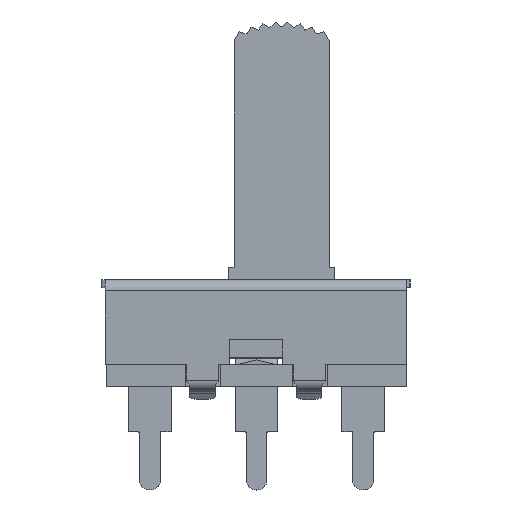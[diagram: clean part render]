
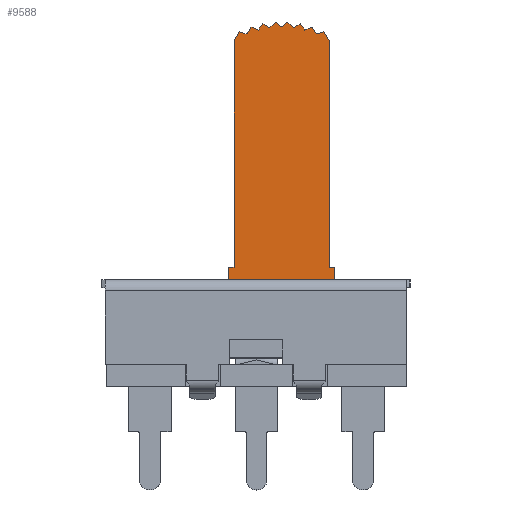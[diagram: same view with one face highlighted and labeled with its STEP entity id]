
A CAD part, top view. The second image highlights one B-rep face of the part: STEP entity #9588.
In plain terms, the highlighted planar face has unit normal (0, 0, 1).
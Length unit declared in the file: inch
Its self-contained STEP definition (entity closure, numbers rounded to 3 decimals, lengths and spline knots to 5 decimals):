
#8997=CARTESIAN_POINT('',(0.6134,0.44608,0.3801));
#8998=VERTEX_POINT('',#8997);
#9005=CARTESIAN_POINT('',(0.63586,0.45213,0.3801));
#9006=VERTEX_POINT('',#9005);
#9007=CARTESIAN_POINT('',(0.63586,0.45213,0.3801));
#9008=DIRECTION('',(-0.966,-0.26,0.));
#9009=VECTOR('',#9008,0.02327);
#9010=LINE('',#9007,#9009);
#9011=EDGE_CURVE('',#9006,#8998,#9010,.T.);
#9036=CARTESIAN_POINT('',(0.65178,0.42562,0.3801));
#9037=VERTEX_POINT('',#9036);
#9038=CARTESIAN_POINT('',(0.65178,0.42562,0.3801));
#9039=DIRECTION('',(-0.515,0.857,0.0));
#9040=VECTOR('',#9039,0.03092);
#9041=LINE('',#9038,#9040);
#9042=EDGE_CURVE('',#9037,#9006,#9041,.T.);
#9068=CARTESIAN_POINT('',(0.4584,0.4762,0.3801));
#9069=VERTEX_POINT('',#9068);
#9076=CARTESIAN_POINT('',(0.47842,0.4644,0.3801));
#9077=VERTEX_POINT('',#9076);
#9078=CARTESIAN_POINT('',(0.47842,0.4644,0.3801));
#9079=DIRECTION('',(-0.861,0.508,0.));
#9080=VECTOR('',#9079,0.02324);
#9081=LINE('',#9078,#9080);
#9082=EDGE_CURVE('',#9077,#9069,#9081,.T.);
#9107=CARTESIAN_POINT('',(0.49454,0.4811,0.3801));
#9108=VERTEX_POINT('',#9107);
#9109=CARTESIAN_POINT('',(0.49454,0.4811,0.3801));
#9110=DIRECTION('',(-0.694,-0.72,0.0));
#9111=VECTOR('',#9110,0.02321);
#9112=LINE('',#9109,#9111);
#9113=EDGE_CURVE('',#9108,#9077,#9112,.T.);
#9139=CARTESIAN_POINT('',(0.42325,0.46648,0.3801));
#9140=VERTEX_POINT('',#9139);
#9147=CARTESIAN_POINT('',(0.44468,0.45748,0.3801));
#9148=VERTEX_POINT('',#9147);
#9149=CARTESIAN_POINT('',(0.44468,0.45748,0.3801));
#9150=DIRECTION('',(-0.922,0.388,0.));
#9151=VECTOR('',#9150,0.02324);
#9152=LINE('',#9149,#9151);
#9153=EDGE_CURVE('',#9148,#9140,#9152,.T.);
#9176=CARTESIAN_POINT('',(0.4584,0.4762,0.3801));
#9177=DIRECTION('',(-0.591,-0.807,0.));
#9178=VECTOR('',#9177,0.02322);
#9179=LINE('',#9176,#9178);
#9180=EDGE_CURVE('',#9069,#9148,#9179,.T.);
#9200=CARTESIAN_POINT('',(0.51278,0.46671,0.3801));
#9201=VERTEX_POINT('',#9200);
#9202=CARTESIAN_POINT('',(0.51278,0.46671,0.3801));
#9203=DIRECTION('',(-0.785,0.619,0.));
#9204=VECTOR('',#9203,0.02324);
#9205=LINE('',#9202,#9204);
#9206=EDGE_CURVE('',#9201,#9108,#9205,.T.);
#9231=CARTESIAN_POINT('',(0.53102,0.4811,0.3801));
#9232=VERTEX_POINT('',#9231);
#9233=CARTESIAN_POINT('',(0.53102,0.4811,0.3801));
#9234=DIRECTION('',(-0.785,-0.619,0.));
#9235=VECTOR('',#9234,0.02324);
#9236=LINE('',#9233,#9235);
#9237=EDGE_CURVE('',#9232,#9201,#9236,.T.);
#9262=CARTESIAN_POINT('',(0.54714,0.4644,0.3801));
#9263=VERTEX_POINT('',#9262);
#9264=CARTESIAN_POINT('',(0.54714,0.4644,0.3801));
#9265=DIRECTION('',(-0.694,0.72,0.));
#9266=VECTOR('',#9265,0.02321);
#9267=LINE('',#9264,#9266);
#9268=EDGE_CURVE('',#9263,#9232,#9267,.T.);
#9293=CARTESIAN_POINT('',(0.56716,0.4762,0.3801));
#9294=VERTEX_POINT('',#9293);
#9295=CARTESIAN_POINT('',(0.56716,0.4762,0.3801));
#9296=DIRECTION('',(-0.861,-0.508,0.));
#9297=VECTOR('',#9296,0.02324);
#9298=LINE('',#9295,#9297);
#9299=EDGE_CURVE('',#9294,#9263,#9298,.T.);
#9324=CARTESIAN_POINT('',(0.58089,0.45748,0.3801));
#9325=VERTEX_POINT('',#9324);
#9326=CARTESIAN_POINT('',(0.58089,0.45748,0.3801));
#9327=DIRECTION('',(-0.591,0.807,0.));
#9328=VECTOR('',#9327,0.02322);
#9329=LINE('',#9326,#9328);
#9330=EDGE_CURVE('',#9325,#9294,#9329,.T.);
#9355=CARTESIAN_POINT('',(0.60231,0.46648,0.3801));
#9356=VERTEX_POINT('',#9355);
#9357=CARTESIAN_POINT('',(0.60231,0.46648,0.3801));
#9358=DIRECTION('',(-0.922,-0.388,0.));
#9359=VECTOR('',#9358,0.02324);
#9360=LINE('',#9357,#9359);
#9361=EDGE_CURVE('',#9356,#9325,#9360,.T.);
#9384=CARTESIAN_POINT('',(0.6134,0.44608,0.3801));
#9385=DIRECTION('',(-0.477,0.879,0.0));
#9386=VECTOR('',#9385,0.02322);
#9387=LINE('',#9384,#9386);
#9388=EDGE_CURVE('',#8998,#9356,#9387,.T.);
#9409=CARTESIAN_POINT('',(0.37378,0.42562,0.3801));
#9410=VERTEX_POINT('',#9409);
#9417=CARTESIAN_POINT('',(0.3897,0.45213,0.3801));
#9418=VERTEX_POINT('',#9417);
#9419=CARTESIAN_POINT('',(0.3897,0.45213,0.3801));
#9420=DIRECTION('',(-0.515,-0.857,0.0));
#9421=VECTOR('',#9420,0.03092);
#9422=LINE('',#9419,#9421);
#9423=EDGE_CURVE('',#9418,#9410,#9422,.T.);
#9448=CARTESIAN_POINT('',(0.41217,0.44608,0.3801));
#9449=VERTEX_POINT('',#9448);
#9450=CARTESIAN_POINT('',(0.41217,0.44608,0.3801));
#9451=DIRECTION('',(-0.966,0.26,0.));
#9452=VECTOR('',#9451,0.02327);
#9453=LINE('',#9450,#9452);
#9454=EDGE_CURVE('',#9449,#9418,#9453,.T.);
#9477=CARTESIAN_POINT('',(0.42325,0.46648,0.3801));
#9478=DIRECTION('',(-0.477,-0.879,0.0));
#9479=VECTOR('',#9478,0.02322);
#9480=LINE('',#9477,#9479);
#9481=EDGE_CURVE('',#9140,#9449,#9480,.T.);
#9492=CARTESIAN_POINT('',(0.65178,-0.23491,0.3801));
#9493=VERTEX_POINT('',#9492);
#9494=CARTESIAN_POINT('',(0.65178,-0.23491,0.3801));
#9495=DIRECTION('',(0.0,1.0,0.0));
#9496=VECTOR('',#9495,0.66052);
#9497=LINE('',#9494,#9496);
#9498=EDGE_CURVE('',#9493,#9037,#9497,.T.);
#9518=CARTESIAN_POINT('',(0.66878,-0.3189,0.3801));
#9519=DIRECTION('',(0.0,0.0,1.0));
#9520=DIRECTION('',(1.0,0.0,0.0));
#9521=AXIS2_PLACEMENT_3D('',#9518,#9519,#9520);
#9522=PLANE('',#9521);
#9523=ORIENTED_EDGE('',*,*,#9498,.T.);
#9524=ORIENTED_EDGE('',*,*,#9042,.T.);
#9525=ORIENTED_EDGE('',*,*,#9011,.T.);
#9526=ORIENTED_EDGE('',*,*,#9388,.T.);
#9527=ORIENTED_EDGE('',*,*,#9361,.T.);
#9528=ORIENTED_EDGE('',*,*,#9330,.T.);
#9529=ORIENTED_EDGE('',*,*,#9299,.T.);
#9530=ORIENTED_EDGE('',*,*,#9268,.T.);
#9531=ORIENTED_EDGE('',*,*,#9237,.T.);
#9532=ORIENTED_EDGE('',*,*,#9206,.T.);
#9533=ORIENTED_EDGE('',*,*,#9113,.T.);
#9534=ORIENTED_EDGE('',*,*,#9082,.T.);
#9535=ORIENTED_EDGE('',*,*,#9180,.T.);
#9536=ORIENTED_EDGE('',*,*,#9153,.T.);
#9537=ORIENTED_EDGE('',*,*,#9481,.T.);
#9538=ORIENTED_EDGE('',*,*,#9454,.T.);
#9539=ORIENTED_EDGE('',*,*,#9423,.T.);
#9540=CARTESIAN_POINT('',(0.37378,-0.23491,0.3801));
#9541=VERTEX_POINT('',#9540);
#9542=CARTESIAN_POINT('',(0.37378,0.42562,0.3801));
#9543=DIRECTION('',(0.0,-1.0,0.0));
#9544=VECTOR('',#9543,0.66052);
#9545=LINE('',#9542,#9544);
#9546=EDGE_CURVE('',#9410,#9541,#9545,.T.);
#9547=ORIENTED_EDGE('',*,*,#9546,.T.);
#9548=CARTESIAN_POINT('',(0.35678,-0.23491,0.3801));
#9549=VERTEX_POINT('',#9548);
#9550=CARTESIAN_POINT('',(0.37378,-0.23491,0.3801));
#9551=DIRECTION('',(-1.0,0.0,0.0));
#9552=VECTOR('',#9551,0.017);
#9553=LINE('',#9550,#9552);
#9554=EDGE_CURVE('',#9541,#9549,#9553,.T.);
#9555=ORIENTED_EDGE('',*,*,#9554,.T.);
#9556=CARTESIAN_POINT('',(0.35678,-0.3189,0.3801));
#9557=VERTEX_POINT('',#9556);
#9558=CARTESIAN_POINT('',(0.35678,-0.3189,0.3801));
#9559=DIRECTION('',(0.0,1.0,0.0));
#9560=VECTOR('',#9559,0.08399);
#9561=LINE('',#9558,#9560);
#9562=EDGE_CURVE('',#9557,#9549,#9561,.T.);
#9563=ORIENTED_EDGE('',*,*,#9562,.F.);
#9564=CARTESIAN_POINT('',(0.66878,-0.3189,0.3801));
#9565=VERTEX_POINT('',#9564);
#9566=CARTESIAN_POINT('',(0.66878,-0.3189,0.3801));
#9567=DIRECTION('',(-1.0,0.0,0.0));
#9568=VECTOR('',#9567,0.312);
#9569=LINE('',#9566,#9568);
#9570=EDGE_CURVE('',#9565,#9557,#9569,.T.);
#9571=ORIENTED_EDGE('',*,*,#9570,.F.);
#9572=CARTESIAN_POINT('',(0.66878,-0.23491,0.3801));
#9573=VERTEX_POINT('',#9572);
#9574=CARTESIAN_POINT('',(0.66878,-0.3189,0.3801));
#9575=DIRECTION('',(0.0,1.0,0.0));
#9576=VECTOR('',#9575,0.08399);
#9577=LINE('',#9574,#9576);
#9578=EDGE_CURVE('',#9565,#9573,#9577,.T.);
#9579=ORIENTED_EDGE('',*,*,#9578,.T.);
#9580=CARTESIAN_POINT('',(0.66878,-0.23491,0.3801));
#9581=DIRECTION('',(-1.0,0.0,0.0));
#9582=VECTOR('',#9581,0.017);
#9583=LINE('',#9580,#9582);
#9584=EDGE_CURVE('',#9573,#9493,#9583,.T.);
#9585=ORIENTED_EDGE('',*,*,#9584,.T.);
#9586=EDGE_LOOP('',(#9523,#9524,#9525,#9526,#9527,#9528,#9529,#9530,#9531,#9532,#9533,#9534,#9535,#9536,#9537,#9538,#9539,#9547,#9555,#9563,#9571,#9579,#9585));
#9587=FACE_OUTER_BOUND('',#9586,.T.);
#9588=ADVANCED_FACE('',(#9587),#9522,.T.);
